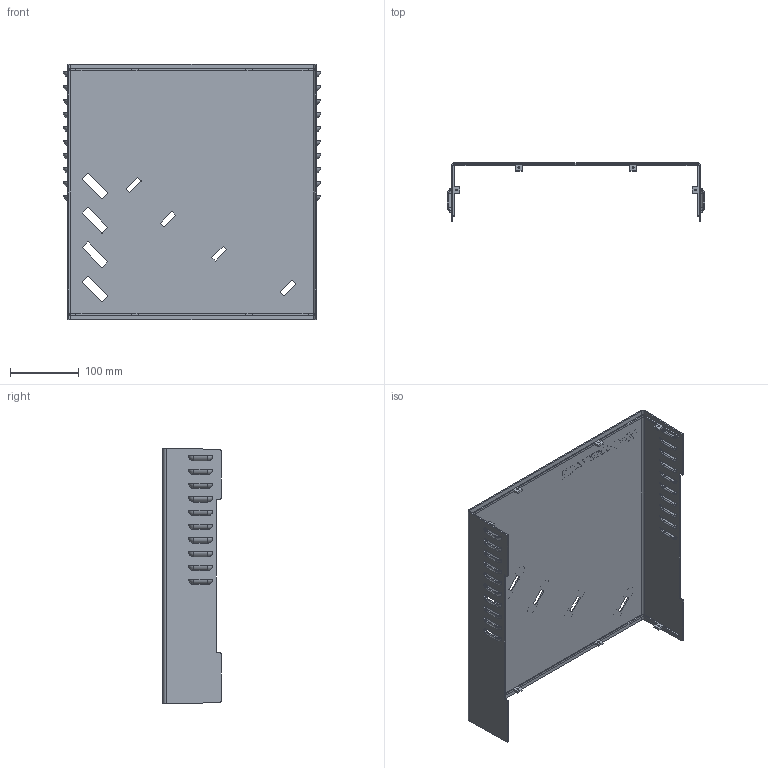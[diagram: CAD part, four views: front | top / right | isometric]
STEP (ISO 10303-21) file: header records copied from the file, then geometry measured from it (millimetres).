
FILE_DESCRIPTION (( 'STEP AP203' ), '1' );
FILE_NAME ('7_shell.STEP', '2021-08-30T12:54:41', ( '' ), ( '' ), 'SwSTEP 2.0', 'SolidWorks 2020', '' );
FILE_SCHEMA (( 'CONFIG_CONTROL_DESIGN' ));
Length unit declared in the file: millimetre
Products named in the file (1): 7_shell
Bounding box: 375 x 85 x 373 mm (x, y, z)
Volume: 388385.8 mm3; surface area: 397833.5 mm2
Topology: 1 solids, 1 shells, 651 faces, 1764 edges, 1144 vertices
Faces by surface type: plane 242, cylinder 168, bspline 121, sphere 80, torus 40
Entity records: 26525 total; most frequent: CARTESIAN_POINT 10185, ORIENTED_EDGE 3528, DIRECTION 3200, EDGE_CURVE 1764, AXIS2_PLACEMENT_3D 1147, VERTEX_POINT 1144, LINE 906, VECTOR 906
